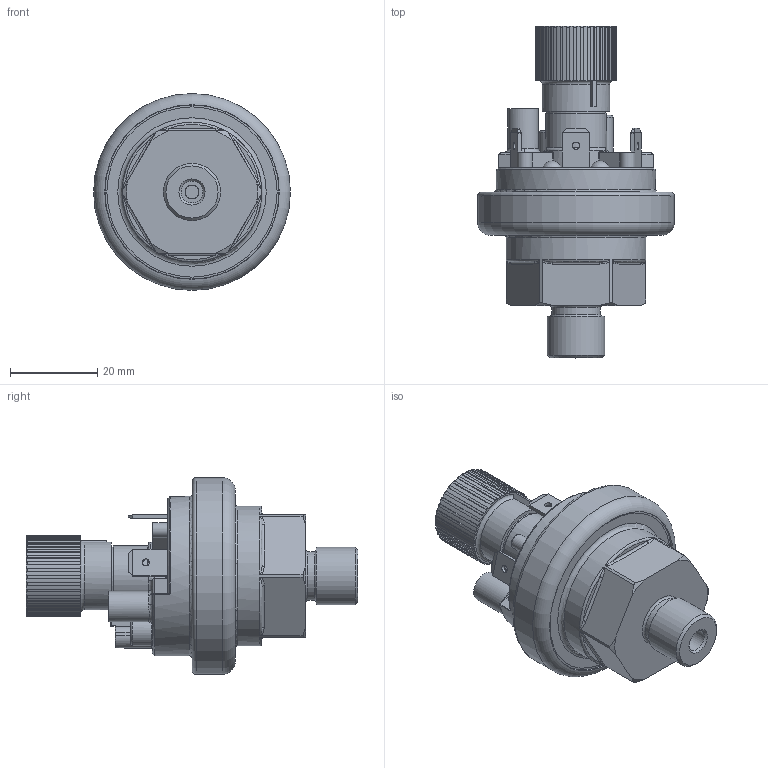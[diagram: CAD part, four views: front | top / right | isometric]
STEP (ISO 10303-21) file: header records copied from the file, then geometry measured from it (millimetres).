
FILE_DESCRIPTION (( 'STEP AP214' ), '1' );
FILE_NAME ('901.9xxxxLx_Druckschalter.STEP', '2020-04-20T08:55:58', ( '' ), ( '' ), 'SwSTEP 2.0', 'SolidWorks 2018', '' );
FILE_SCHEMA (( 'AUTOMOTIVE_DESIGN' ));
Length unit declared in the file: millimetre
Products named in the file (12): 8.219.038_Einstellschraube~0; 8.209.010_Zylinderschraube~0; 8.501.012_Steckanschluss-A~0; 8.522.145_Reglergehaeuse~0_vereinfacht <Standard>; 8.501.011_Steckanschluss-R~0; 901.9xxxxLx_Druckschalter; 8.521.495_Einstellrad~0; 8.320.001_Schliessring~0_verpresst <Standard>; 8.249.001_Halbrundniet~0; 8.521_Messing-Unterteil_901.51-9x~0_8.521.465; 8.501.013_Steckanschluss_P~0; 7.522.078_Reglergehaeuse~0_vereinfacht <Standard>
Assembly tree (15 placements, depth 3):
  901.9xxxxLx_Druckschalter
    7.522.078_Reglergehaeuse~0_vereinfacht <Standard>
      8.522.145_Reglergehaeuse~0_vereinfacht <Standard>
      8.209.010_Zylinderschraube~0  x2
      8.219.038_Einstellschraube~0
      8.249.001_Halbrundniet~0  x4
      8.501.013_Steckanschluss_P~0
      8.501.012_Steckanschluss-A~0
      8.501.011_Steckanschluss-R~0
    8.320.001_Schliessring~0_verpresst <Standard>
    8.521_Messing-Unterteil_901.51-9x~0_8.521.465
    8.521.495_Einstellrad~0
Bounding box: 45.1 x 76.05 x 45.1 mm (x, y, z)
Volume: 32034.5 mm3; surface area: 26533.8 mm2
Topology: 15 solids, 17 shells, 999 faces, 2403 edges, 1471 vertices
Faces by surface type: plane 353, cylinder 320, torus 146, bspline 104, cone 50, sphere 26
Full cylindrical faces by diameter (mm): 1.2 x2, 1.4 x1, 1.5 x2, 1.54 x2, 1.65 x3, 1.7 x4, 2 x8, 2.018 x2, 2.4 x2, 2.5 x1, 2.6 x4, 2.7 x8, 3 x6, 3.2 x3, 3.3 x1, 3.45 x2, 4.5 x2, 5 x5, 5.2 x2, 5.3 x1, 5.6 x2, 6.8 x1, 6.9 x1, 7 x1, 8 x1, 8.3 x1, 8.5 x1, 10 x4, 11 x6, 11.2 x1
Entity records: 30913 total; most frequent: CARTESIAN_POINT 9796, DIRECTION 4213, ORIENTED_EDGE 4146, EDGE_CURVE 2073, AXIS2_PLACEMENT_3D 1693, VERTEX_POINT 1364, EDGE_LOOP 1197, FACE_OUTER_BOUND 1080
